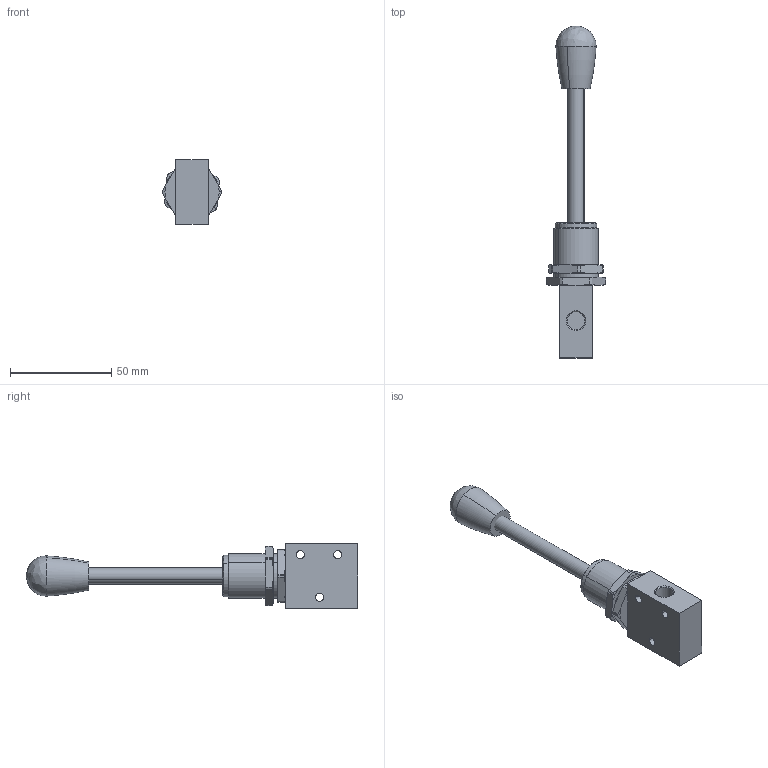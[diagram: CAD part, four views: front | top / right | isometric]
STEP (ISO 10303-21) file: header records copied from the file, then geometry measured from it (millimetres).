
FILE_DESCRIPTION (( 'STEP AP214' ), '1' );
FILE_NAME ('05_175_4.STEP', '2016-02-29T10:58:15', ( '' ), ( '' ), 'SwSTEP 2.0', 'SolidWorks 2016', '' );
FILE_SCHEMA (( 'AUTOMOTIVE_DESIGN' ));
Length unit declared in the file: millimetre
Products named in the file (1): 05_175_4
Bounding box: 29.3 x 164.25 x 32 mm (x, y, z)
Volume: 41650.1 mm3; surface area: 13393.1 mm2
Topology: 3 solids, 3 shells, 103 faces, 262 edges, 170 vertices
Faces by surface type: cone 40, cylinder 32, plane 28, torus 2, bspline 1
Entity records: 4089 total; most frequent: CARTESIAN_POINT 693, DIRECTION 534, ORIENTED_EDGE 520, EDGE_CURVE 260, AXIS2_PLACEMENT_3D 219, VERTEX_POINT 170, CIRCLE 116, EDGE_LOOP 116
